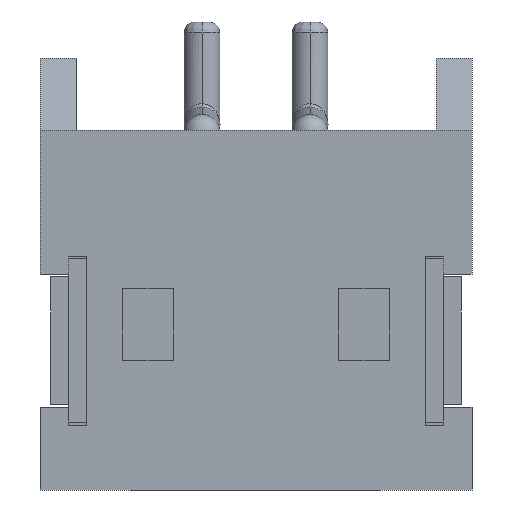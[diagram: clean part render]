
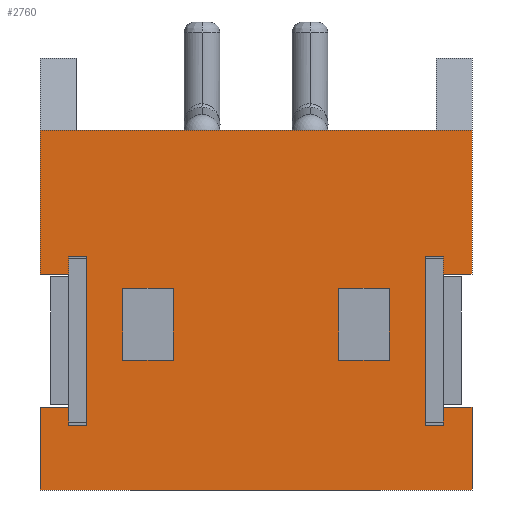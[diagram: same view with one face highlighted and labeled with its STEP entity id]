
A CAD part, front view. The second image highlights one B-rep face of the part: STEP entity #2760.
In plain terms, the highlighted planar face has unit normal (0, -1, 0).
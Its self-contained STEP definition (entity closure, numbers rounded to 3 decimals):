
#173=DIRECTION('',(0.,0.,-1.));
#174=VECTOR('',#173,2.35);
#175=CARTESIAN_POINT('',(2.35,-1.85,3.25));
#176=LINE('',#175,#174);
#221=DIRECTION('',(-1.,0.,0.));
#222=VECTOR('',#221,0.25);
#223=CARTESIAN_POINT('',(2.6,-1.85,3.25));
#224=LINE('',#223,#222);
#225=DIRECTION('',(1.,0.,0.));
#226=VECTOR('',#225,6.);
#227=CARTESIAN_POINT('',(-3.,-1.85,0.));
#228=LINE('',#227,#226);
#229=DIRECTION('',(0.,0.,-1.));
#230=VECTOR('',#229,1.15);
#231=CARTESIAN_POINT('',(-3.,-1.85,1.15));
#232=LINE('',#231,#230);
#233=DIRECTION('',(0.,0.,1.));
#234=VECTOR('',#233,0.25);
#235=CARTESIAN_POINT('',(-2.6,-1.85,3.));
#236=LINE('',#235,#234);
#237=DIRECTION('',(1.,0.,0.));
#238=VECTOR('',#237,0.4);
#239=CARTESIAN_POINT('',(-3.,-1.85,3.));
#240=LINE('',#239,#238);
#241=DIRECTION('',(0.,0.,-1.));
#242=VECTOR('',#241,2.);
#243=CARTESIAN_POINT('',(-3.,-1.85,5.));
#244=LINE('',#243,#242);
#245=DIRECTION('',(-1.,0.,0.));
#246=VECTOR('',#245,6.);
#247=CARTESIAN_POINT('',(3.,-1.85,5.));
#248=LINE('',#247,#246);
#261=DIRECTION('',(1.,0.,0.));
#262=VECTOR('',#261,0.25);
#263=CARTESIAN_POINT('',(2.35,-1.85,0.9));
#264=LINE('',#263,#262);
#329=DIRECTION('',(0.,0.,1.));
#330=VECTOR('',#329,1.);
#331=CARTESIAN_POINT('',(-1.85,-1.85,1.8));
#332=LINE('',#331,#330);
#437=DIRECTION('',(-1.,0.,0.));
#438=VECTOR('',#437,0.25);
#439=CARTESIAN_POINT('',(-2.35,-1.85,0.9));
#440=LINE('',#439,#438);
#465=DIRECTION('',(0.,0.,1.));
#466=VECTOR('',#465,0.25);
#467=CARTESIAN_POINT('',(-2.6,-1.85,0.9));
#468=LINE('',#467,#466);
#497=DIRECTION('',(0.,0.,-1.));
#498=VECTOR('',#497,2.35);
#499=CARTESIAN_POINT('',(-2.35,-1.85,3.25));
#500=LINE('',#499,#498);
#597=DIRECTION('',(-1.,0.,0.));
#598=VECTOR('',#597,0.4);
#599=CARTESIAN_POINT('',(-2.6,-1.85,1.15));
#600=LINE('',#599,#598);
#891=DIRECTION('',(0.,0.,-1.));
#892=VECTOR('',#891,2.);
#893=CARTESIAN_POINT('',(3.,-1.85,5.));
#894=LINE('',#893,#892);
#915=DIRECTION('',(-1.,0.,0.));
#916=VECTOR('',#915,0.4);
#917=CARTESIAN_POINT('',(3.,-1.85,3.));
#918=LINE('',#917,#916);
#967=DIRECTION('',(1.,0.,0.));
#968=VECTOR('',#967,0.4);
#969=CARTESIAN_POINT('',(2.6,-1.85,1.15));
#970=LINE('',#969,#968);
#1019=DIRECTION('',(0.,0.,1.));
#1020=VECTOR('',#1019,0.25);
#1021=CARTESIAN_POINT('',(2.6,-1.85,3.));
#1022=LINE('',#1021,#1020);
#1035=DIRECTION('',(0.,0.,1.));
#1036=VECTOR('',#1035,0.25);
#1037=CARTESIAN_POINT('',(2.6,-1.85,0.9));
#1038=LINE('',#1037,#1036);
#1115=DIRECTION('',(0.,0.,-1.));
#1116=VECTOR('',#1115,1.);
#1117=CARTESIAN_POINT('',(1.85,-1.85,2.8));
#1118=LINE('',#1117,#1116);
#1163=DIRECTION('',(-1.,0.,0.));
#1164=VECTOR('',#1163,0.7);
#1165=CARTESIAN_POINT('',(1.85,-1.85,1.8));
#1166=LINE('',#1165,#1164);
#1179=DIRECTION('',(0.,0.,1.));
#1180=VECTOR('',#1179,1.);
#1181=CARTESIAN_POINT('',(1.15,-1.85,1.8));
#1182=LINE('',#1181,#1180);
#1191=DIRECTION('',(1.,0.,0.));
#1192=VECTOR('',#1191,0.7);
#1193=CARTESIAN_POINT('',(1.15,-1.85,2.8));
#1194=LINE('',#1193,#1192);
#1335=DIRECTION('',(1.,0.,0.));
#1336=VECTOR('',#1335,0.7);
#1337=CARTESIAN_POINT('',(-1.85,-1.85,2.8));
#1338=LINE('',#1337,#1336);
#1351=DIRECTION('',(0.,0.,-1.));
#1352=VECTOR('',#1351,1.);
#1353=CARTESIAN_POINT('',(-1.15,-1.85,2.8));
#1354=LINE('',#1353,#1352);
#1355=DIRECTION('',(-1.,0.,0.));
#1356=VECTOR('',#1355,0.7);
#1357=CARTESIAN_POINT('',(-1.15,-1.85,1.8));
#1358=LINE('',#1357,#1356);
#1391=DIRECTION('',(0.,0.,-1.));
#1392=VECTOR('',#1391,1.15);
#1393=CARTESIAN_POINT('',(3.,-1.85,1.15));
#1394=LINE('',#1393,#1392);
#1723=DIRECTION('',(1.,0.,0.));
#1724=VECTOR('',#1723,0.25);
#1725=CARTESIAN_POINT('',(-2.6,-1.85,3.25));
#1726=LINE('',#1725,#1724);
#1835=CARTESIAN_POINT('',(3.,-1.85,0.));
#1836=VERTEX_POINT('',#1835);
#1837=CARTESIAN_POINT('',(-3.,-1.85,0.));
#1838=VERTEX_POINT('',#1837);
#1925=CARTESIAN_POINT('',(3.,-1.85,5.));
#1926=VERTEX_POINT('',#1925);
#1927=CARTESIAN_POINT('',(-3.,-1.85,5.));
#1928=VERTEX_POINT('',#1927);
#1944=CARTESIAN_POINT('',(-3.,-1.85,3.));
#1946=VERTEX_POINT('',#1944);
#1949=CARTESIAN_POINT('',(-3.,-1.85,1.15));
#1951=VERTEX_POINT('',#1949);
#1953=CARTESIAN_POINT('',(-2.6,-1.85,3.));
#1954=VERTEX_POINT('',#1953);
#1957=CARTESIAN_POINT('',(-2.6,-1.85,3.25));
#1958=VERTEX_POINT('',#1957);
#1961=CARTESIAN_POINT('',(2.35,-1.85,3.25));
#1962=CARTESIAN_POINT('',(2.35,-1.85,0.9));
#1963=VERTEX_POINT('',#1961);
#1964=VERTEX_POINT('',#1962);
#1965=CARTESIAN_POINT('',(2.6,-1.85,0.9));
#1966=VERTEX_POINT('',#1965);
#1967=CARTESIAN_POINT('',(2.6,-1.85,1.15));
#1968=VERTEX_POINT('',#1967);
#1969=CARTESIAN_POINT('',(3.,-1.85,1.15));
#1970=VERTEX_POINT('',#1969);
#1971=CARTESIAN_POINT('',(-2.6,-1.85,1.15));
#1972=VERTEX_POINT('',#1971);
#1973=CARTESIAN_POINT('',(-2.6,-1.85,0.9));
#1974=VERTEX_POINT('',#1973);
#1975=CARTESIAN_POINT('',(-2.35,-1.85,0.9));
#1976=VERTEX_POINT('',#1975);
#1977=CARTESIAN_POINT('',(-2.35,-1.85,3.25));
#1978=VERTEX_POINT('',#1977);
#1979=CARTESIAN_POINT('',(3.,-1.85,3.));
#1980=VERTEX_POINT('',#1979);
#1981=CARTESIAN_POINT('',(2.6,-1.85,3.));
#1982=VERTEX_POINT('',#1981);
#1983=CARTESIAN_POINT('',(2.6,-1.85,3.25));
#1984=VERTEX_POINT('',#1983);
#1985=CARTESIAN_POINT('',(1.85,-1.85,2.8));
#1986=CARTESIAN_POINT('',(1.85,-1.85,1.8));
#1987=VERTEX_POINT('',#1985);
#1988=VERTEX_POINT('',#1986);
#1989=CARTESIAN_POINT('',(1.15,-1.85,2.8));
#1990=VERTEX_POINT('',#1989);
#1991=CARTESIAN_POINT('',(1.15,-1.85,1.8));
#1992=VERTEX_POINT('',#1991);
#1993=CARTESIAN_POINT('',(-1.15,-1.85,2.8));
#1994=CARTESIAN_POINT('',(-1.15,-1.85,1.8));
#1995=VERTEX_POINT('',#1993);
#1996=VERTEX_POINT('',#1994);
#1997=CARTESIAN_POINT('',(-1.85,-1.85,2.8));
#1998=VERTEX_POINT('',#1997);
#1999=CARTESIAN_POINT('',(-1.85,-1.85,1.8));
#2000=VERTEX_POINT('',#1999);
#2696=CARTESIAN_POINT('',(0.,-1.85,2.5));
#2697=DIRECTION('',(0.,1.,0.));
#2698=DIRECTION('',(1.,0.,0.));
#2699=AXIS2_PLACEMENT_3D('',#2696,#2697,#2698);
#2700=PLANE('',#2699);
#2701=ORIENTED_EDGE('',*,*,#2598,.T.);
#2703=ORIENTED_EDGE('',*,*,#2702,.T.);
#2705=ORIENTED_EDGE('',*,*,#2704,.T.);
#2707=ORIENTED_EDGE('',*,*,#2706,.T.);
#2709=ORIENTED_EDGE('',*,*,#2708,.T.);
#2710=ORIENTED_EDGE('',*,*,#2324,.F.);
#2712=ORIENTED_EDGE('',*,*,#2711,.F.);
#2714=ORIENTED_EDGE('',*,*,#2713,.F.);
#2716=ORIENTED_EDGE('',*,*,#2715,.F.);
#2718=ORIENTED_EDGE('',*,*,#2717,.F.);
#2720=ORIENTED_EDGE('',*,*,#2719,.F.);
#2722=ORIENTED_EDGE('',*,*,#2721,.F.);
#2724=ORIENTED_EDGE('',*,*,#2723,.F.);
#2726=ORIENTED_EDGE('',*,*,#2725,.F.);
#2728=ORIENTED_EDGE('',*,*,#2727,.F.);
#2730=ORIENTED_EDGE('',*,*,#2729,.F.);
#2732=ORIENTED_EDGE('',*,*,#2731,.T.);
#2734=ORIENTED_EDGE('',*,*,#2733,.T.);
#2736=ORIENTED_EDGE('',*,*,#2735,.T.);
#2737=ORIENTED_EDGE('',*,*,#2688,.T.);
#2738=EDGE_LOOP('',(#2701,#2703,#2705,#2707,#2709,#2710,#2712,#2714,#2716,#2718,
#2720,#2722,#2724,#2726,#2728,#2730,#2732,#2734,#2736,#2737));
#2739=FACE_OUTER_BOUND('',#2738,.F.);
#2741=ORIENTED_EDGE('',*,*,#2740,.F.);
#2743=ORIENTED_EDGE('',*,*,#2742,.F.);
#2745=ORIENTED_EDGE('',*,*,#2744,.F.);
#2747=ORIENTED_EDGE('',*,*,#2746,.F.);
#2748=EDGE_LOOP('',(#2741,#2743,#2745,#2747));
#2749=FACE_BOUND('',#2748,.F.);
#2751=ORIENTED_EDGE('',*,*,#2750,.F.);
#2753=ORIENTED_EDGE('',*,*,#2752,.F.);
#2755=ORIENTED_EDGE('',*,*,#2754,.F.);
#2757=ORIENTED_EDGE('',*,*,#2756,.F.);
#2758=EDGE_LOOP('',(#2751,#2753,#2755,#2757));
#2759=FACE_BOUND('',#2758,.F.);
#2324=EDGE_CURVE('',#1838,#1836,#228,.T.);
#2598=EDGE_CURVE('',#1963,#1964,#176,.T.);
#2688=EDGE_CURVE('',#1984,#1963,#224,.T.);
#2702=EDGE_CURVE('',#1964,#1966,#264,.T.);
#2704=EDGE_CURVE('',#1966,#1968,#1038,.T.);
#2706=EDGE_CURVE('',#1968,#1970,#970,.T.);
#2708=EDGE_CURVE('',#1970,#1836,#1394,.T.);
#2711=EDGE_CURVE('',#1951,#1838,#232,.T.);
#2713=EDGE_CURVE('',#1972,#1951,#600,.T.);
#2715=EDGE_CURVE('',#1974,#1972,#468,.T.);
#2717=EDGE_CURVE('',#1976,#1974,#440,.T.);
#2719=EDGE_CURVE('',#1978,#1976,#500,.T.);
#2721=EDGE_CURVE('',#1958,#1978,#1726,.T.);
#2723=EDGE_CURVE('',#1954,#1958,#236,.T.);
#2725=EDGE_CURVE('',#1946,#1954,#240,.T.);
#2727=EDGE_CURVE('',#1928,#1946,#244,.T.);
#2729=EDGE_CURVE('',#1926,#1928,#248,.T.);
#2731=EDGE_CURVE('',#1926,#1980,#894,.T.);
#2733=EDGE_CURVE('',#1980,#1982,#918,.T.);
#2735=EDGE_CURVE('',#1982,#1984,#1022,.T.);
#2740=EDGE_CURVE('',#1987,#1988,#1118,.T.);
#2742=EDGE_CURVE('',#1990,#1987,#1194,.T.);
#2744=EDGE_CURVE('',#1992,#1990,#1182,.T.);
#2746=EDGE_CURVE('',#1988,#1992,#1166,.T.);
#2750=EDGE_CURVE('',#1995,#1996,#1354,.T.);
#2752=EDGE_CURVE('',#1998,#1995,#1338,.T.);
#2754=EDGE_CURVE('',#2000,#1998,#332,.T.);
#2756=EDGE_CURVE('',#1996,#2000,#1358,.T.);
#2760=ADVANCED_FACE('',(#2739,#2749,#2759),#2700,.F.);
